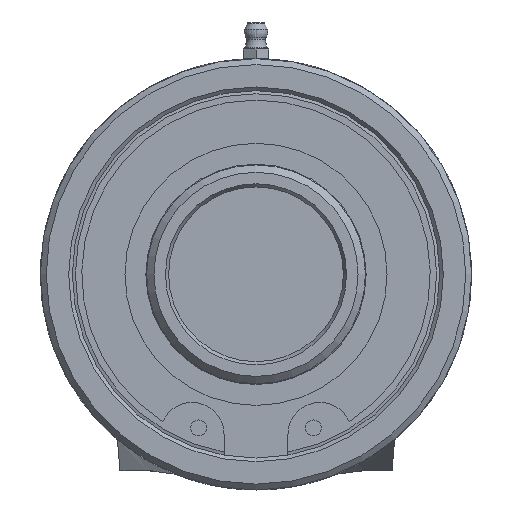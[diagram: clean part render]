
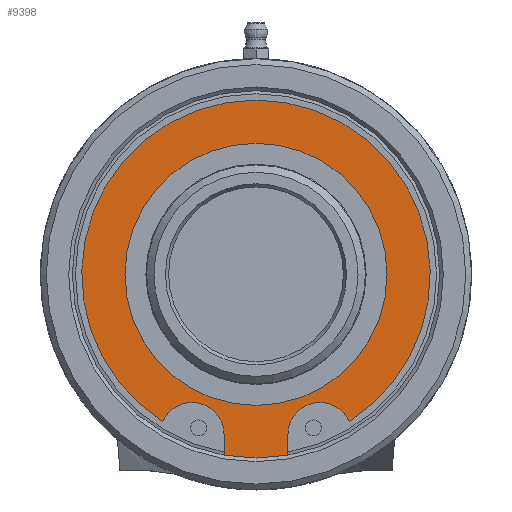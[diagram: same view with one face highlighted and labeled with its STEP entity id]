
A CAD part, left-side view. The second image highlights one B-rep face of the part: STEP entity #9398.
In plain terms, the highlighted planar face has unit normal (-1, 0, 0).
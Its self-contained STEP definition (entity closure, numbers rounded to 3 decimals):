
#1093=LINE('',#13385,#1627);
#1094=LINE('',#13392,#1628);
#1627=VECTOR('',#10941,10.);
#1628=VECTOR('',#10948,10.);
#2161=FACE_BOUND('',#2773,.T.);
#2162=FACE_BOUND('',#2774,.T.);
#2215=FACE_OUTER_BOUND('',#2772,.T.);
#2772=EDGE_LOOP('',(#6162));
#2773=EDGE_LOOP('',(#6163));
#2774=EDGE_LOOP('',(#6164,#6165,#6166,#6167,#6168,#6169));
#3383=CIRCLE('',#9978,53.8);
#3384=CIRCLE('',#9979,35.);
#3385=CIRCLE('',#9980,53.01);
#3386=CIRCLE('',#9981,8.697);
#3387=CIRCLE('',#9982,47.473);
#3388=CIRCLE('',#9983,8.697);
#3697=VERTEX_POINT('',#13377);
#3698=VERTEX_POINT('',#13379);
#3699=VERTEX_POINT('',#13381);
#3700=VERTEX_POINT('',#13382);
#3701=VERTEX_POINT('',#13384);
#3702=VERTEX_POINT('',#13386);
#3703=VERTEX_POINT('',#13388);
#3704=VERTEX_POINT('',#13390);
#4678=EDGE_CURVE('',#3697,#3697,#3383,.T.);
#4679=EDGE_CURVE('',#3698,#3698,#3384,.T.);
#4680=EDGE_CURVE('',#3699,#3700,#3385,.T.);
#4681=EDGE_CURVE('',#3701,#3699,#1093,.T.);
#4682=EDGE_CURVE('',#3702,#3701,#3386,.T.);
#4683=EDGE_CURVE('',#3703,#3702,#3387,.T.);
#4684=EDGE_CURVE('',#3704,#3703,#3388,.T.);
#4685=EDGE_CURVE('',#3700,#3704,#1094,.T.);
#6162=ORIENTED_EDGE('',*,*,#4678,.F.);
#6163=ORIENTED_EDGE('',*,*,#4679,.F.);
#6164=ORIENTED_EDGE('',*,*,#4680,.F.);
#6165=ORIENTED_EDGE('',*,*,#4681,.F.);
#6166=ORIENTED_EDGE('',*,*,#4682,.F.);
#6167=ORIENTED_EDGE('',*,*,#4683,.F.);
#6168=ORIENTED_EDGE('',*,*,#4684,.F.);
#6169=ORIENTED_EDGE('',*,*,#4685,.F.);
#9130=PLANE('',#9977);
#9398=ADVANCED_FACE('',(#2215,#2161,#2162),#9130,.T.);
#9977=AXIS2_PLACEMENT_3D('',#13376,#10933,#10934);
#9978=AXIS2_PLACEMENT_3D('',#13378,#10935,#10936);
#9979=AXIS2_PLACEMENT_3D('',#13380,#10937,#10938);
#9980=AXIS2_PLACEMENT_3D('',#13383,#10939,#10940);
#9981=AXIS2_PLACEMENT_3D('',#13387,#10942,#10943);
#9982=AXIS2_PLACEMENT_3D('',#13389,#10944,#10945);
#9983=AXIS2_PLACEMENT_3D('',#13391,#10946,#10947);
#10933=DIRECTION('center_axis',(-1.,0.,0.));
#10934=DIRECTION('ref_axis',(0.,0.,1.));
#10935=DIRECTION('center_axis',(1.,0.,0.));
#10936=DIRECTION('ref_axis',(0.,0.,-1.));
#10937=DIRECTION('center_axis',(-1.,0.,0.));
#10938=DIRECTION('ref_axis',(0.,-1.,0.));
#10939=DIRECTION('center_axis',(-1.,0.,0.));
#10940=DIRECTION('ref_axis',(0.,-0.164,-0.986));
#10941=DIRECTION('',(0.,0.,-1.));
#10942=DIRECTION('center_axis',(-1.,0.,0.));
#10943=DIRECTION('ref_axis',(0.,-0.917,0.399));
#10944=DIRECTION('center_axis',(1.,0.,0.));
#10945=DIRECTION('ref_axis',(0.,0.534,0.845));
#10946=DIRECTION('center_axis',(-1.,0.,0.));
#10947=DIRECTION('ref_axis',(0.,-1.,0.));
#10948=DIRECTION('',(0.,0.,1.));
#13376=CARTESIAN_POINT('Origin',(72.783,0.,-54.729));
#13377=CARTESIAN_POINT('',(72.783,0.,53.8));
#13378=CARTESIAN_POINT('Origin',(72.783,0.,0.));
#13379=CARTESIAN_POINT('',(72.783,35.,0.));
#13380=CARTESIAN_POINT('Origin',(72.783,0.,0.));
#13381=CARTESIAN_POINT('',(72.783,-8.697,-52.292));
#13382=CARTESIAN_POINT('',(72.783,8.697,-52.292));
#13383=CARTESIAN_POINT('Origin',(72.783,0.,0.));
#13384=CARTESIAN_POINT('',(72.783,-8.697,-43.595));
#13385=CARTESIAN_POINT('',(72.783,-8.697,-49.162));
#13386=CARTESIAN_POINT('',(72.783,-25.369,-40.126));
#13387=CARTESIAN_POINT('Origin',(72.783,-17.394,-43.595));
#13388=CARTESIAN_POINT('',(72.783,25.369,-40.126));
#13389=CARTESIAN_POINT('Origin',(72.783,0.,0.));
#13390=CARTESIAN_POINT('',(72.783,8.697,-43.595));
#13391=CARTESIAN_POINT('Origin',(72.783,17.394,-43.595));
#13392=CARTESIAN_POINT('',(72.783,8.697,-53.51));
